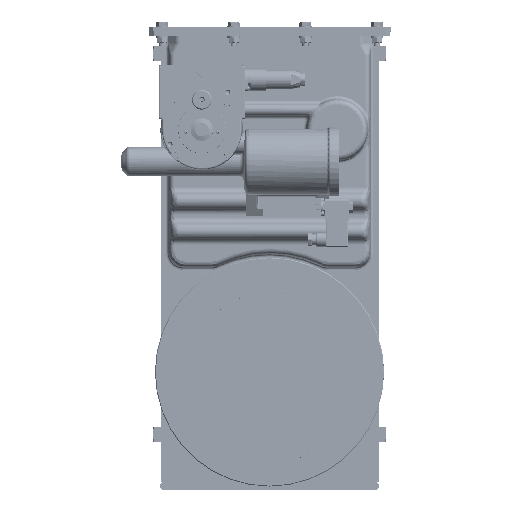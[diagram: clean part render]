
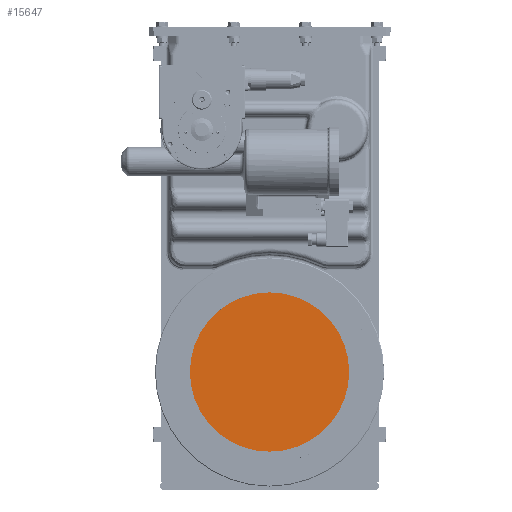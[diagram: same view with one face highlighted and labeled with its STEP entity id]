
A CAD part, top view. The second image highlights one B-rep face of the part: STEP entity #15647.
In plain terms, the highlighted planar face has unit normal (0, 0, 1).
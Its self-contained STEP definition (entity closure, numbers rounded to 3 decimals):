
#12515=PLANE('',#47266);
#13674=FACE_OUTER_BOUND('',#20627,.T.);
#15647=ADVANCED_FACE('',(#13674),#12515,.F.);
#20627=EDGE_LOOP('',(#24151));
#24151=ORIENTED_EDGE('',*,*,#39427,.F.);
#35571=VERTEX_POINT('',#63675);
#39427=EDGE_CURVE('',#35571,#35571,#45138,.T.);
#45138=CIRCLE('',#47263,100.175);
#47263=AXIS2_PLACEMENT_3D('',#63674,#51888,#51889);
#47266=AXIS2_PLACEMENT_3D('',#63679,#51894,#51895);
#51888=DIRECTION('',(0.,0.,-1.));
#51889=DIRECTION('',(-1.,0.,0.));
#51894=DIRECTION('',(0.,0.,-1.));
#51895=DIRECTION('',(-1.,0.,0.));
#63674=CARTESIAN_POINT('',(-0.05,0.,51.4));
#63675=CARTESIAN_POINT('',(-100.225,0.,51.4));
#63679=CARTESIAN_POINT('',(-0.05,0.,51.4));
